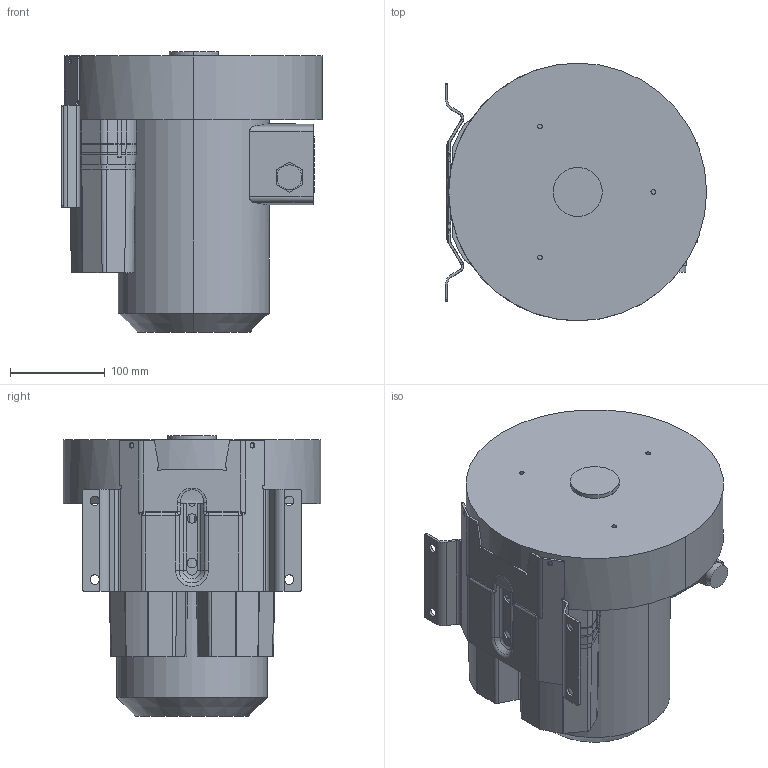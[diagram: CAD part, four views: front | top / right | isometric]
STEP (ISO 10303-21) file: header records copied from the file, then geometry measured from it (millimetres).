
FILE_DESCRIPTION(/* description */ (''),/* implementation_level */ '2;1');
FILE_NAME(/* name */ '2RB310-1AQ16-JT-.stp',/* time_stamp */ '2025-07-08T09:38:18+08:00',/* author */ (''),/* organization */ (''),/* preprocessor_version */ 'ST-DEVELOPER v16',/* originating_system */ 'SIEMENS PLM Software NX 10.0',/* authorisation */ '');
FILE_SCHEMA (('AP203_CONFIGURATION_CONTROLLED_3D_DESIGN_OF_MECHANICAL_PARTS_AND_ASSEMBLIES_MIM_LF { 1 0 10303 403 2 1 2}'));
Length unit declared in the file: millimetre
Products named in the file (1): 2RB310-1AQ16-JT-
Bounding box: 275.44 x 271.88 x 295.5 mm (x, y, z)
Volume: 10067485.9 mm3; surface area: 451600.8 mm2
Topology: 1 solids, 1 shells, 512 faces, 1233 edges, 724 vertices
Faces by surface type: bspline 165, cylinder 150, plane 124, cone 58, torus 13, sphere 2
Full cylindrical faces by diameter (mm): 26 x1, 59 x1
Entity records: 20769 total; most frequent: CARTESIAN_POINT 9915, ORIENTED_EDGE 2428, DIRECTION 1958, EDGE_CURVE 1214, VERTEX_POINT 723, AXIS2_PLACEMENT_3D 722, EDGE_LOOP 549, LINE 514
